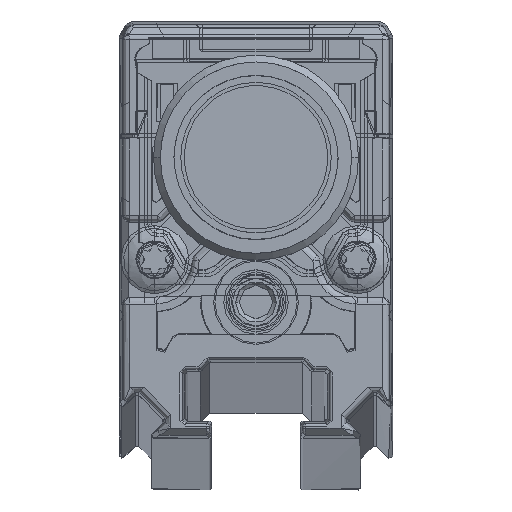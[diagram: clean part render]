
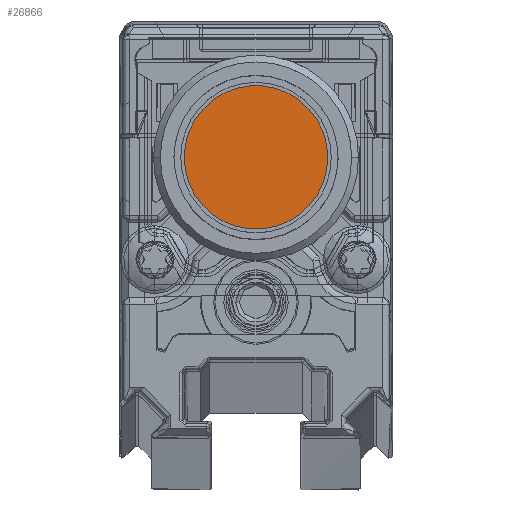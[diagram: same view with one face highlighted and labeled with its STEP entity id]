
A CAD part, top view. The second image highlights one B-rep face of the part: STEP entity #26866.
In plain terms, the highlighted face is planar.
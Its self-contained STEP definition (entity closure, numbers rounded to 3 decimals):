
#26066=CARTESIAN_POINT('',(0.,0.,0.));
#26067=DIRECTION('',(0.,-1.,0.));
#26068=DIRECTION('',(1.,0.,0.));
#26069=AXIS2_PLACEMENT_3D('',#26066,#26067,#26068);
#26071=CARTESIAN_POINT('',(0.,0.,0.));
#26072=DIRECTION('',(0.,-1.,0.));
#26073=DIRECTION('',(-1.,0.,0.));
#26074=AXIS2_PLACEMENT_3D('',#26071,#26072,#26073);
#26172=CARTESIAN_POINT('',(-5.25,0.,0.));
#26173=VERTEX_POINT('',#26172);
#26174=CARTESIAN_POINT('',(5.25,0.,0.));
#26175=VERTEX_POINT('',#26174);
#26857=CARTESIAN_POINT('',(0.,0.,0.));
#26858=DIRECTION('',(0.,-1.,0.));
#26859=DIRECTION('',(1.,0.,0.));
#26860=AXIS2_PLACEMENT_3D('',#26857,#26858,#26859);
#26861=PLANE('',#26860);
#26862=ORIENTED_EDGE('',*,*,#26843,.T.);
#26863=ORIENTED_EDGE('',*,*,#26825,.T.);
#26864=EDGE_LOOP('',(#26862,#26863));
#26865=FACE_OUTER_BOUND('',#26864,.F.);
#26866=ADVANCED_FACE('',(#26865),#26861,.F.);
#26070=CIRCLE('',#26069,5.25);
#26075=CIRCLE('',#26074,5.25);
#26825=EDGE_CURVE('',#26173,#26175,#26075,.T.);
#26843=EDGE_CURVE('',#26175,#26173,#26070,.T.);
